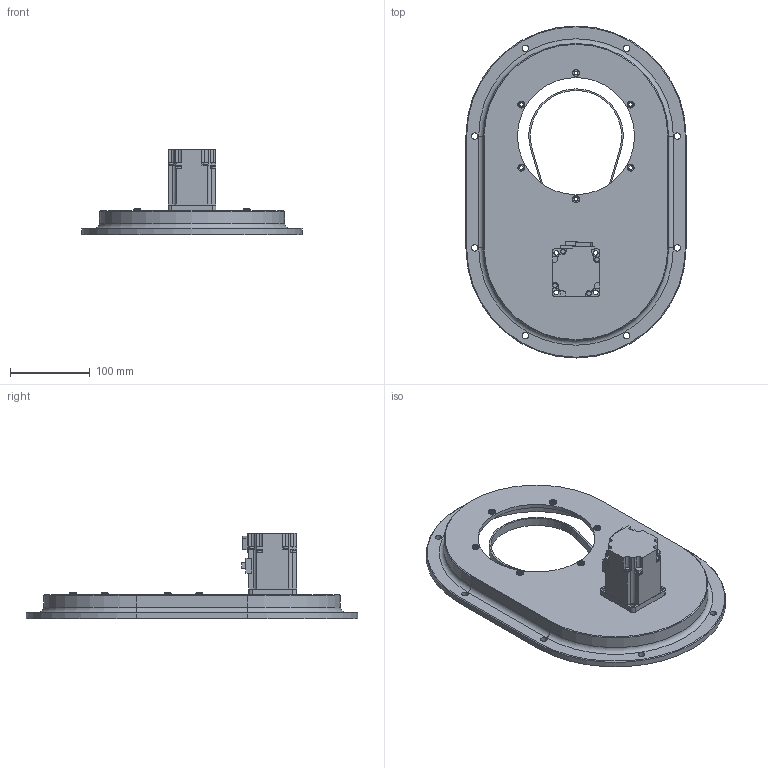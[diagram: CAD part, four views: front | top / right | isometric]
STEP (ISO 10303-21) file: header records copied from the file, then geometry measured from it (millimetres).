
FILE_DESCRIPTION(/* description */ (''),/* implementation_level */ '2;1');
FILE_NAME(/* name */ 'Base_Assembly_V02.stp',/* time_stamp */ '2025-12-04T14:06:08+01:00',/* author */ ('pochi'),/* organization */ (''),/* preprocessor_version */ 'ST-DEVELOPER v20.1',/* originating_system */ 'Autodesk Inventor 2026',/* authorisation */ '');
FILE_SCHEMA (('AUTOMOTIVE_DESIGN { 1 0 10303 214 3 1 1 }'));
Length unit declared in the file: millimetre
Products named in the file (6): Base_Assembly_V02; BASE; Motor_02; 3M120T_03; Belt_03; Spacer_05
Assembly tree (10 placements, depth 2):
  Base_Assembly_V02
    BASE
    Motor_02
    3M120T_03
    Belt_03
    Spacer_05  x6
Bounding box: 276 x 416 x 106.6 mm (x, y, z)
Volume: 1118056.7 mm3; surface area: 272469.6 mm2
Topology: 11 solids, 11 shells, 287 faces, 654 edges, 424 vertices
Faces by surface type: plane 145, cylinder 114, torus 14, cone 9, bspline 5
Full cylindrical faces by diameter (mm): 4.8 x12, 5.5 x8, 5.8 x4, 5.9 x8, 6 x20, 8 x8, 8.8 x6, 14 x2, 17 x1, 18.34 x1, 22 x2, 50 x2, 146.6 x1
Entity records: 8130 total; most frequent: DIRECTION 1402, CARTESIAN_POINT 1306, ORIENTED_EDGE 1208, EDGE_CURVE 604, AXIS2_PLACEMENT_3D 530, VERTEX_POINT 394, EDGE_LOOP 348, LINE 342
